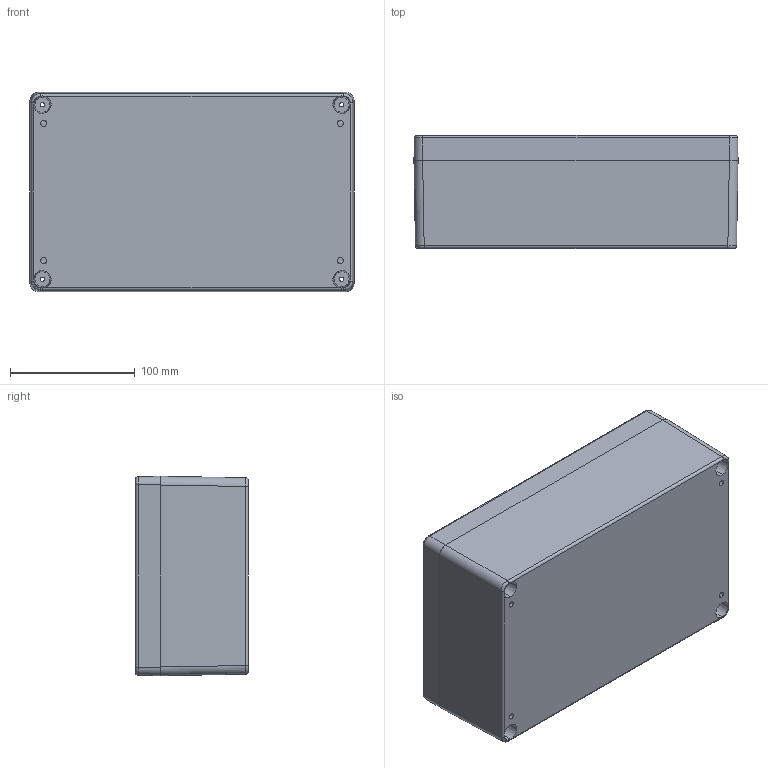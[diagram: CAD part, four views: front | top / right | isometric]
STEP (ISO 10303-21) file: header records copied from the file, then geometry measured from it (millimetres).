
FILE_DESCRIPTION (( 'STEP AP214' ), '1' );
FILE_NAME ('G155.STEP', '2009-11-04T03:53:16', ( 'NEF User' ), ( 'NEF User' ), 'SwSTEP 2.0', 'SolidWorks 2009', '' );
FILE_SCHEMA (( 'AUTOMOTIVE_DESIGN' ));
Length unit declared in the file: millimetre
Products named in the file (3): G155-COVER; G155; G155-BASE
Assembly tree (2 placements, depth 2):
  G155
    G155-BASE
    G155-COVER
Bounding box: 260 x 90.5 x 160 mm (x, y, z)
Volume: 566464.7 mm3; surface area: 334038.5 mm2
Topology: 2 solids, 2 shells, 685 faces, 1581 edges, 911 vertices
Faces by surface type: cylinder 256, torus 152, plane 129, cone 96, bspline 35, sphere 17
Entity records: 20601 total; most frequent: CARTESIAN_POINT 4773, DIRECTION 3649, ORIENTED_EDGE 3128, EDGE_CURVE 1564, AXIS2_PLACEMENT_3D 1514, VERTEX_POINT 911, CIRCLE 859, EDGE_LOOP 737
